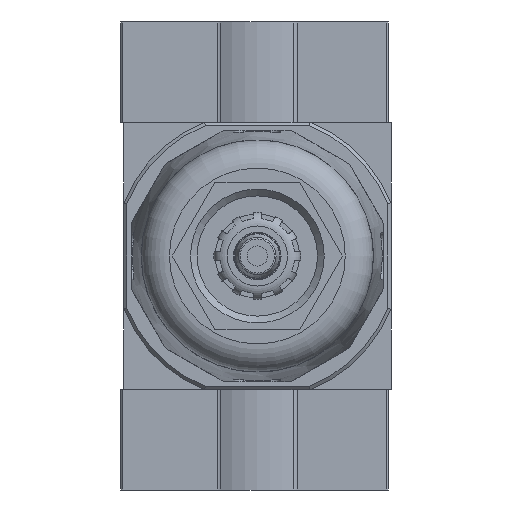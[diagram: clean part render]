
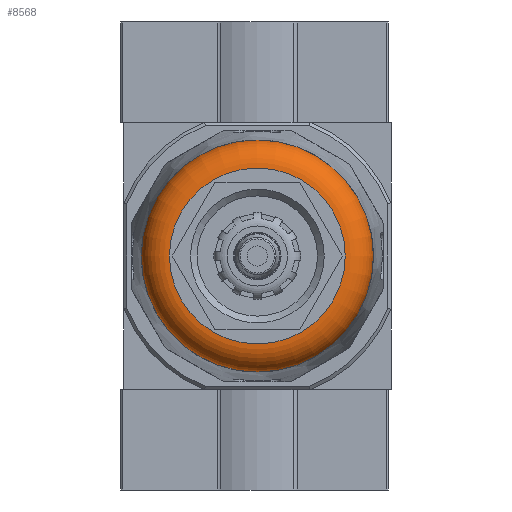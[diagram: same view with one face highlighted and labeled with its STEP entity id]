
A CAD part, front view. The second image highlights one B-rep face of the part: STEP entity #8568.
In plain terms, the highlighted toroidal (fillet/blend) face has major radius 13.15 mm and minor radius 4.2 mm.
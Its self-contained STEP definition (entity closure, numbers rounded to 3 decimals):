
#79=TOROIDAL_SURFACE('',#9090,13.15,4.2);
#1919=ORIENTED_EDGE('',*,*,#3599,.T.);
#1920=ORIENTED_EDGE('',*,*,#3598,.F.);
#3598=EDGE_CURVE('',#4437,#4437,#4973,.T.);
#3599=EDGE_CURVE('',#4438,#4438,#4974,.T.);
#4437=VERTEX_POINT('',#12504);
#4438=VERTEX_POINT('',#12507);
#4973=CIRCLE('',#9089,13.15);
#4974=CIRCLE('',#9091,17.35);
#5355=EDGE_LOOP('',(#1919));
#5356=EDGE_LOOP('',(#1920));
#5895=FACE_BOUND('',#5355,.T.);
#5896=FACE_BOUND('',#5356,.T.);
#8568=ADVANCED_FACE('',(#5895,#5896),#79,.T.);
#9089=AXIS2_PLACEMENT_3D('',#12503,#10178,#10179);
#9090=AXIS2_PLACEMENT_3D('',#12505,#10180,#10181);
#9091=AXIS2_PLACEMENT_3D('',#12506,#10182,#10183);
#10178=DIRECTION('',(0.,-1.,0.));
#10179=DIRECTION('',(0.,0.,-1.));
#10180=DIRECTION('',(0.,-1.,0.));
#10181=DIRECTION('',(0.,0.,-1.));
#10182=DIRECTION('',(0.,-1.,0.));
#10183=DIRECTION('',(0.,0.,-1.));
#12503=CARTESIAN_POINT('',(0.,-119.,0.));
#12504=CARTESIAN_POINT('',(0.,-119.,-13.15));
#12505=CARTESIAN_POINT('',(0.,-114.8,0.));
#12506=CARTESIAN_POINT('',(0.,-114.8,0.));
#12507=CARTESIAN_POINT('',(0.,-114.8,-17.35));
